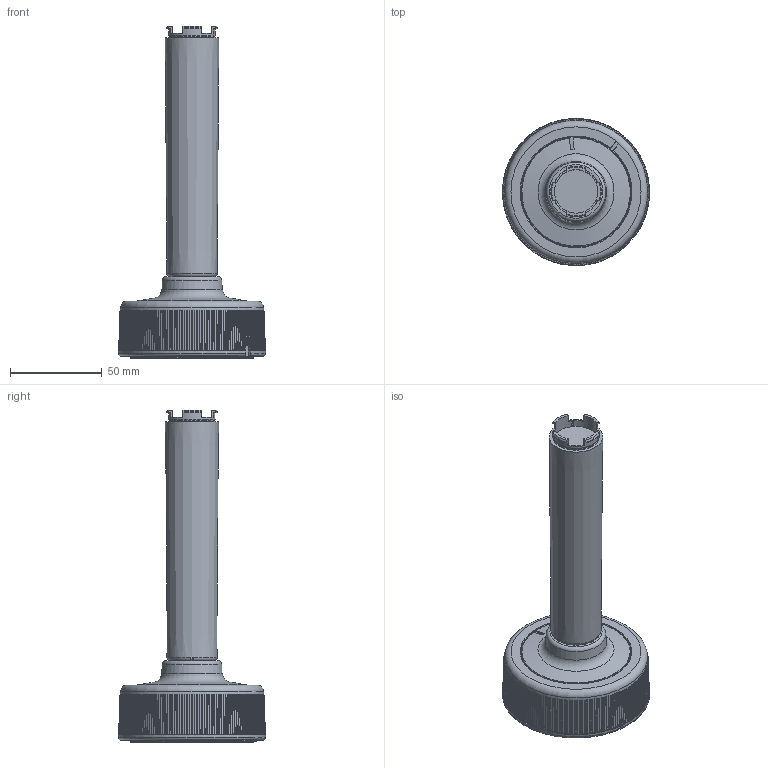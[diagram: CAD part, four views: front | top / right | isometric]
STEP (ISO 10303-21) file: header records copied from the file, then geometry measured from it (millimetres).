
FILE_DESCRIPTION(/* description */ (''),/* implementation_level */ '2;1');
FILE_NAME(/* name */ 'CFR.stp',/* time_stamp */ '2015-09-08T09:49:39+02:00',/* author */ (''),/* organization */ (''),/* preprocessor_version */ 'ST-DEVELOPER v11',/* originating_system */ 'SIEMENS PLM Software NX 7.5',/* authorisation */ '');
FILE_SCHEMA (('AUTOMOTIVE_DESIGN { 1 0 10303 214 1 1 1 1 }'));
Length unit declared in the file: millimetre
Products named in the file (1): m.ne8424cfjy
Bounding box: 80.03 x 80.03 x 180.65 mm (x, y, z)
Volume: 240925.9 mm3; surface area: 32993.1 mm2
Topology: 1 solids, 1 shells, 1150 faces, 3165 edges, 2059 vertices
Faces by surface type: plane 849, cone 193, cylinder 100, torus 8
Full cylindrical faces by diameter (mm): 5.5 x4, 7.1 x4, 20.5 x1, 25 x2, 25.4 x1, 33.5 x1, 37.1 x1, 65.8 x1, 67.4 x1
Entity records: 36197 total; most frequent: CARTESIAN_POINT 7165, ORIENTED_EDGE 6254, DIRECTION 6183, EDGE_CURVE 3127, AXIS2_PLACEMENT_3D 2288, VERTEX_POINT 2046, LINE 1607, VECTOR 1607
